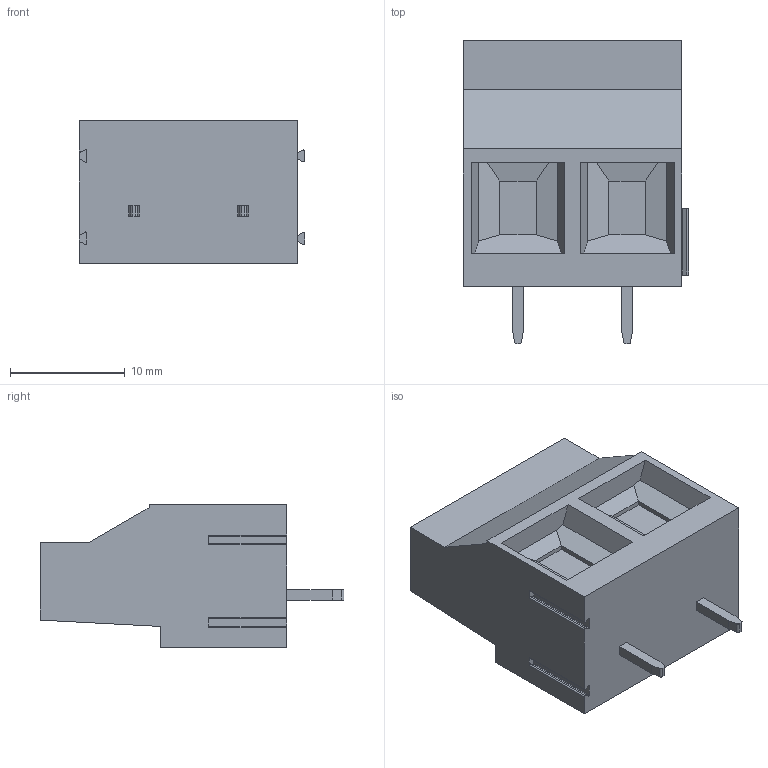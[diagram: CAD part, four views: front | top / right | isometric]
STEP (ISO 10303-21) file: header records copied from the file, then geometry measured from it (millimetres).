
FILE_DESCRIPTION((''),'2;1');
FILE_NAME('C-796739-2','2012-04-25T',('workeradm'),('Tyco Electronics Ltd.'),'PRO/ENGINEER BY PARAMETRIC TECHNOLOGY CORPORATION, 2010430','PRO/ENGINEER BY PARAMETRIC TECHNOLOGY CORPORATION, 2010430','');
FILE_SCHEMA(('AUTOMOTIVE_DESIGN { 1 0 10303 214 1 1 1 1 }'));
Length unit declared in the file: millimetre
Products named in the file (1): C-796739-2
Bounding box: 19.64 x 26.5 x 12.5 mm (x, y, z)
Volume: 3839.5 mm3; surface area: 2061.3 mm2
Topology: 1 solids, 1 shells, 137 faces, 361 edges, 238 vertices
Faces by surface type: plane 99, cylinder 34, torus 4
Entity records: 5603 total; most frequent: CARTESIAN_POINT 797, ORIENTED_EDGE 722, DIRECTION 691, PRESENTATION_STYLE_ASSIGNMENT 362, STYLED_ITEM 362, CURVE_STYLE 361, EDGE_CURVE 361, VECTOR 281
